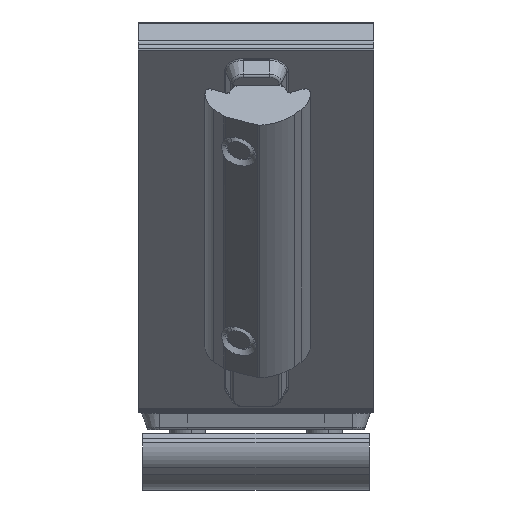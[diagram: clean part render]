
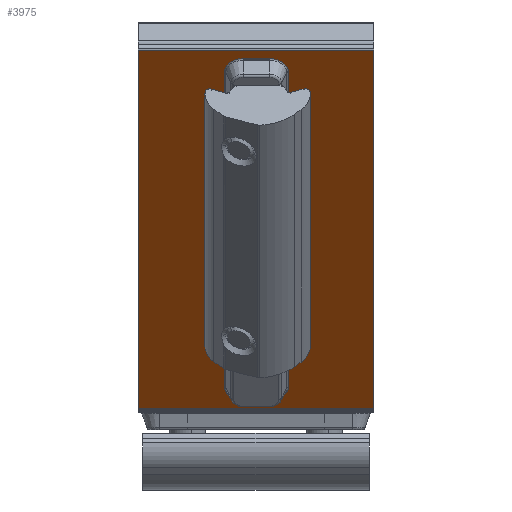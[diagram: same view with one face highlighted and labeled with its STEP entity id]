
A CAD part, left-side view. The second image highlights one B-rep face of the part: STEP entity #3975.
In plain terms, the highlighted planar face has unit normal (-0.707, 0, -0.707).
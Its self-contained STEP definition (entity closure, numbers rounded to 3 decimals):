
#44 = LINE ( 'NONE', #10493, #1034 ) ;
#126 = ORIENTED_EDGE ( 'NONE', *, *, #13217, .T. ) ;
#603 = DIRECTION ( 'NONE',  ( -0.707, 0., -0.707 ) ) ;
#611 = VECTOR ( 'NONE', #13338, 1000. ) ;
#833 = AXIS2_PLACEMENT_3D ( 'NONE', #2783, #603, #9104 ) ;
#1034 = VECTOR ( 'NONE', #3349, 1000. ) ;
#1097 = AXIS2_PLACEMENT_3D ( 'NONE', #4841, #9142, #6155 ) ;
#1375 = CARTESIAN_POINT ( 'NONE',  ( -21.83, 0., -40.335 ) ) ;
#1666 = EDGE_CURVE ( 'NONE', #13060, #13501, #4206, .T. ) ;
#1696 = ORIENTED_EDGE ( 'NONE', *, *, #5274, .F. ) ;
#1742 = ORIENTED_EDGE ( 'NONE', *, *, #6172, .T. ) ;
#1799 = VERTEX_POINT ( 'NONE', #5774 ) ;
#1872 = LINE ( 'NONE', #9174, #5953 ) ;
#2302 = ORIENTED_EDGE ( 'NONE', *, *, #4660, .T. ) ;
#2341 = CARTESIAN_POINT ( 'NONE',  ( -80.666, 17.5, 18.501 ) ) ;
#2347 = AXIS2_PLACEMENT_3D ( 'NONE', #6698, #13148, #12204 ) ;
#2543 = VERTEX_POINT ( 'NONE', #1375 ) ;
#2644 = CARTESIAN_POINT ( 'NONE',  ( -80.666, 17.5, 18.501 ) ) ;
#2783 = CARTESIAN_POINT ( 'NONE',  ( -31.083, 0., -31.082 ) ) ;
#3107 = VERTEX_POINT ( 'NONE', #12032 ) ;
#3132 = VERTEX_POINT ( 'NONE', #2644 ) ;
#3349 = DIRECTION ( 'NONE',  ( 0., 1., 0. ) ) ;
#3421 = DIRECTION ( 'NONE',  ( 0., -1., 0. ) ) ;
#3452 = CARTESIAN_POINT ( 'NONE',  ( -82., 0., 19.835 ) ) ;
#3480 = CIRCLE ( 'NONE', #1097, 3.175 ) ;
#3608 = EDGE_CURVE ( 'NONE', #10343, #5262, #44, .T. ) ;
#3610 = CARTESIAN_POINT ( 'NONE',  ( -82., 39.5, 19.835 ) ) ;
#3622 = EDGE_CURVE ( 'NONE', #9618, #3132, #11521, .T. ) ;
#3893 = CARTESIAN_POINT ( 'NONE',  ( -23.213, 21.9, -38.952 ) ) ;
#3975 = ADVANCED_FACE ( 'NONE', ( #7720, #11894 ), #12643, .T. ) ;
#4122 = VECTOR ( 'NONE', #4883, 1000. ) ;
#4206 = LINE ( 'NONE', #10671, #7913 ) ;
#4660 = EDGE_CURVE ( 'NONE', #3107, #10269, #3480, .T. ) ;
#4841 = CARTESIAN_POINT ( 'NONE',  ( -25.458, 17.5, -36.707 ) ) ;
#4883 = DIRECTION ( 'NONE',  ( -0.707, 0., 0.707 ) ) ;
#5072 = DIRECTION ( 'NONE',  ( 0., -1., 0. ) ) ;
#5147 = LINE ( 'NONE', #5291, #6972 ) ;
#5149 = CIRCLE ( 'NONE', #2347, 3.175 ) ;
#5210 = VERTEX_POINT ( 'NONE', #3893 ) ;
#5262 = VERTEX_POINT ( 'NONE', #3610 ) ;
#5274 = EDGE_CURVE ( 'NONE', #12494, #5262, #6979, .T. ) ;
#5291 = CARTESIAN_POINT ( 'NONE',  ( -25.458, 14.325, -36.707 ) ) ;
#5327 = ORIENTED_EDGE ( 'NONE', *, *, #7274, .T. ) ;
#5508 = DIRECTION ( 'NONE',  ( -0.707, 0., 0.707 ) ) ;
#5774 = CARTESIAN_POINT ( 'NONE',  ( -78.421, 14.325, 16.256 ) ) ;
#5953 = VECTOR ( 'NONE', #5072, 1000. ) ;
#5987 = CARTESIAN_POINT ( 'NONE',  ( -78.421, 17.5, 16.256 ) ) ;
#6155 = DIRECTION ( 'NONE',  ( -0.707, 0., 0.707 ) ) ;
#6172 = EDGE_CURVE ( 'NONE', #5210, #13060, #6696, .T. ) ;
#6217 = DIRECTION ( 'NONE',  ( 0.707, 0., 0.707 ) ) ;
#6250 = LINE ( 'NONE', #9301, #10667 ) ;
#6334 = DIRECTION ( 'NONE',  ( 0.707, 0., -0.707 ) ) ;
#6361 = EDGE_CURVE ( 'NONE', #10343, #2543, #6250, .T. ) ;
#6696 = CIRCLE ( 'NONE', #9579, 3.175 ) ;
#6698 = CARTESIAN_POINT ( 'NONE',  ( -78.421, 21.9, 16.256 ) ) ;
#6972 = VECTOR ( 'NONE', #6334, 1000. ) ;
#6979 = LINE ( 'NONE', #11170, #4122 ) ;
#7161 = ORIENTED_EDGE ( 'NONE', *, *, #9560, .T. ) ;
#7274 = EDGE_CURVE ( 'NONE', #10269, #5210, #8223, .T. ) ;
#7312 = ORIENTED_EDGE ( 'NONE', *, *, #3608, .T. ) ;
#7720 = FACE_BOUND ( 'NONE', #9917, .T. ) ;
#7913 = VECTOR ( 'NONE', #5508, 1000. ) ;
#7998 = CARTESIAN_POINT ( 'NONE',  ( -25.458, 25.075, -36.707 ) ) ;
#8223 = LINE ( 'NONE', #12391, #611 ) ;
#8636 = EDGE_CURVE ( 'NONE', #3132, #1799, #12664, .T. ) ;
#8696 = ORIENTED_EDGE ( 'NONE', *, *, #11007, .T. ) ;
#9104 = DIRECTION ( 'NONE',  ( -0.707, 0., 0.707 ) ) ;
#9142 = DIRECTION ( 'NONE',  ( 0.707, 0., 0.707 ) ) ;
#9174 = CARTESIAN_POINT ( 'NONE',  ( -21.83, 39.5, -40.335 ) ) ;
#9301 = CARTESIAN_POINT ( 'NONE',  ( -82.31, 0., 20.145 ) ) ;
#9359 = ORIENTED_EDGE ( 'NONE', *, *, #3622, .T. ) ;
#9384 = CARTESIAN_POINT ( 'NONE',  ( -23.213, 17.5, -38.952 ) ) ;
#9560 = EDGE_CURVE ( 'NONE', #12494, #2543, #1872, .T. ) ;
#9579 = AXIS2_PLACEMENT_3D ( 'NONE', #12594, #6217, #11716 ) ;
#9618 = VERTEX_POINT ( 'NONE', #12166 ) ;
#9707 = ORIENTED_EDGE ( 'NONE', *, *, #8636, .T. ) ;
#9908 = CARTESIAN_POINT ( 'NONE',  ( -21.83, 39.5, -40.335 ) ) ;
#9917 = EDGE_LOOP ( 'NONE', ( #5327, #1742, #11564, #8696, #9359, #9707, #126, #2302 ) ) ;
#10182 = DIRECTION ( 'NONE',  ( 0.707, 0., 0.707 ) ) ;
#10269 = VERTEX_POINT ( 'NONE', #9384 ) ;
#10343 = VERTEX_POINT ( 'NONE', #3452 ) ;
#10392 = DIRECTION ( 'NONE',  ( -0.707, 0., 0.707 ) ) ;
#10493 = CARTESIAN_POINT ( 'NONE',  ( -82., 39.5, 19.835 ) ) ;
#10667 = VECTOR ( 'NONE', #12560, 1000. ) ;
#10671 = CARTESIAN_POINT ( 'NONE',  ( -78.421, 25.075, 16.256 ) ) ;
#10844 = CARTESIAN_POINT ( 'NONE',  ( -78.421, 25.075, 16.256 ) ) ;
#11007 = EDGE_CURVE ( 'NONE', #13501, #9618, #5149, .T. ) ;
#11155 = AXIS2_PLACEMENT_3D ( 'NONE', #5987, #10182, #10392 ) ;
#11170 = CARTESIAN_POINT ( 'NONE',  ( -82.31, 39.5, 20.145 ) ) ;
#11328 = VECTOR ( 'NONE', #3421, 1000. ) ;
#11521 = LINE ( 'NONE', #2341, #11328 ) ;
#11564 = ORIENTED_EDGE ( 'NONE', *, *, #1666, .T. ) ;
#11716 = DIRECTION ( 'NONE',  ( -0.707, 0., 0.707 ) ) ;
#11894 = FACE_OUTER_BOUND ( 'NONE', #11947, .T. ) ;
#11947 = EDGE_LOOP ( 'NONE', ( #7161, #13447, #7312, #1696 ) ) ;
#12032 = CARTESIAN_POINT ( 'NONE',  ( -25.458, 14.325, -36.707 ) ) ;
#12166 = CARTESIAN_POINT ( 'NONE',  ( -80.666, 21.9, 18.501 ) ) ;
#12204 = DIRECTION ( 'NONE',  ( -0.707, 0., 0.707 ) ) ;
#12391 = CARTESIAN_POINT ( 'NONE',  ( -23.213, 21.9, -38.952 ) ) ;
#12494 = VERTEX_POINT ( 'NONE', #9908 ) ;
#12560 = DIRECTION ( 'NONE',  ( 0.707, 0., -0.707 ) ) ;
#12594 = CARTESIAN_POINT ( 'NONE',  ( -25.458, 21.9, -36.707 ) ) ;
#12643 = PLANE ( 'NONE',  #833 ) ;
#12664 = CIRCLE ( 'NONE', #11155, 3.175 ) ;
#13060 = VERTEX_POINT ( 'NONE', #7998 ) ;
#13148 = DIRECTION ( 'NONE',  ( 0.707, 0., 0.707 ) ) ;
#13217 = EDGE_CURVE ( 'NONE', #1799, #3107, #5147, .T. ) ;
#13338 = DIRECTION ( 'NONE',  ( 0., 1., 0. ) ) ;
#13447 = ORIENTED_EDGE ( 'NONE', *, *, #6361, .F. ) ;
#13501 = VERTEX_POINT ( 'NONE', #10844 ) ;
